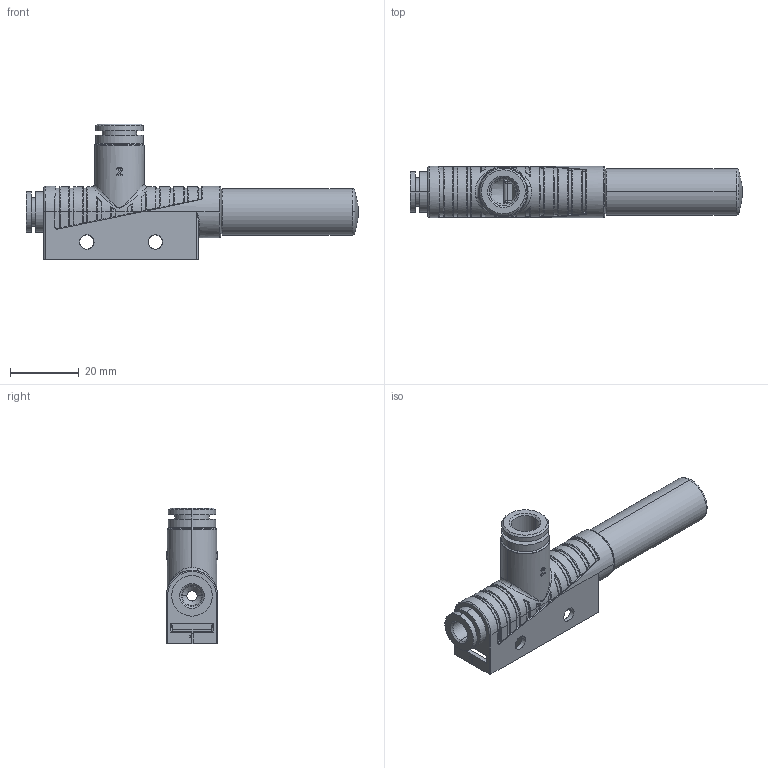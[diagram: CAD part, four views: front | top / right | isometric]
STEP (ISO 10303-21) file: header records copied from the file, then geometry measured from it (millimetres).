
FILE_DESCRIPTION (( 'STEP AP203' ), '1' );
FILE_NAME ('10.02.01.00565.step', '2021-04-14T12:33:37', ( '' ), ( '' ), 'SwSTEP 2.0', 'SolidWorks 2021', '' );
FILE_SCHEMA (( 'CONFIG_CONTROL_DESIGN' ));
Length unit declared in the file: millimetre
Products named in the file (1): 10.02.01.00565
Bounding box: 96.74 x 15 x 39.6 mm (x, y, z)
Volume: 13853.2 mm3; surface area: 12604.3 mm2
Topology: 5 solids, 5 shells, 518 faces, 1324 edges, 832 vertices
Faces by surface type: plane 196, cylinder 120, bspline 108, cone 66, torus 28
Entity records: 43601 total; most frequent: CARTESIAN_POINT 32246, ORIENTED_EDGE 2640, DIRECTION 1895, EDGE_CURVE 1320, VERTEX_POINT 832, AXIS2_PLACEMENT_3D 670, EDGE_LOOP 562, LINE 555
